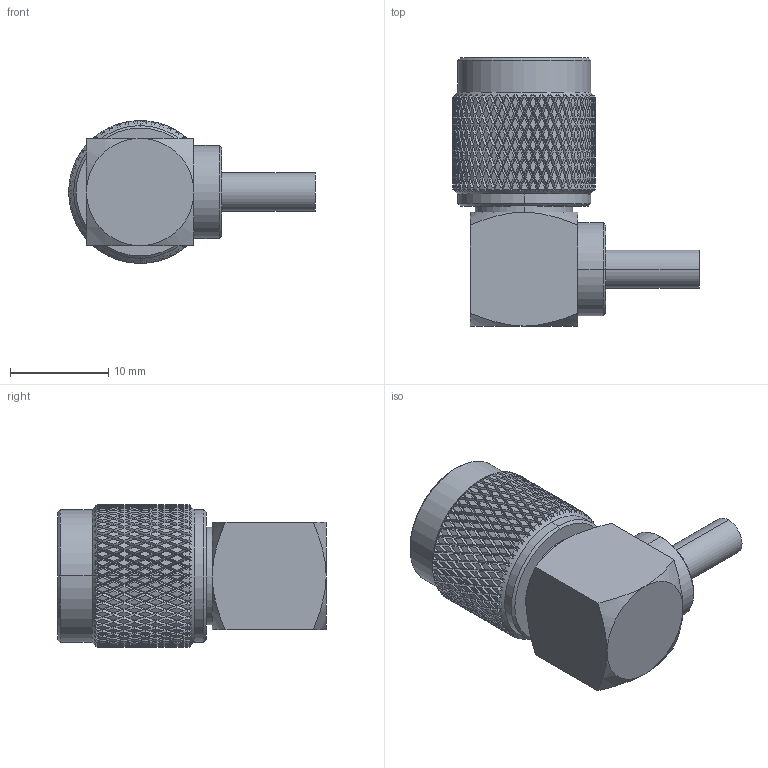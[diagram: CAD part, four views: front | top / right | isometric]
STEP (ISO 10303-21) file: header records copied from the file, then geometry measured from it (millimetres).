
FILE_DESCRIPTION (( 'STEP AP214' ), '1' );
FILE_NAME ('LCCN45900_3D.step', '2023-05-09T22:21:53', ( '' ), ( '' ), 'SwSTEP 2.0', 'SolidWorks 2022', '' );
FILE_SCHEMA (( 'AUTOMOTIVE_DESIGN' ));
Length unit declared in the file: inch
Products named in the file (1): LCCN45900_3D
Bounding box: 25.06 x 27.3 x 14.5 mm (x, y, z)
Volume: 3464.8 mm3; surface area: 2929.7 mm2
Topology: 2 solids, 2 shells, 2657 faces, 5621 edges, 2982 vertices
Faces by surface type: bspline 2005, cylinder 571, plane 47, cone 34
Entity records: 101850 total; most frequent: CARTESIAN_POINT 67585, ORIENTED_EDGE 11242, EDGE_CURVE 5621, VERTEX_POINT 2982, EDGE_LOOP 2673, FACE_OUTER_BOUND 2657, ADVANCED_FACE 2657, B_SPLINE_CURVE_WITH_KNOTS 2288
